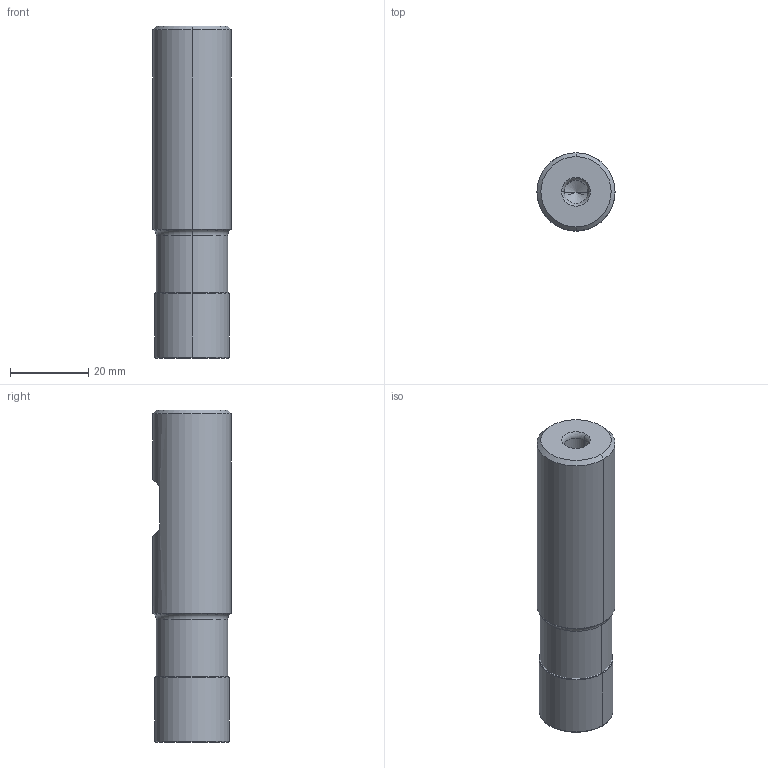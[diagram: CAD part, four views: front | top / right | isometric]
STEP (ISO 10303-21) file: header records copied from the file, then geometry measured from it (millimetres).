
FILE_DESCRIPTION((''),'2;1');
FILE_NAME('22J3D019022W4R00','2015-10-31T',('machinek'),(''),'PRO/ENGINEER BY PARAMETRIC TECHNOLOGY CORPORATION, 2011490','PRO/ENGINEER BY PARAMETRIC TECHNOLOGY CORPORATION, 2011490','');
FILE_SCHEMA(('AUTOMOTIVE_DESIGN { 1 2 10303 214 0 1 1 1 }'));
Length unit declared in the file: millimetre
Products named in the file (3): NOCUT; CUT; 22J3D019022W4R00
Assembly tree (2 placements, depth 2):
  22J3D019022W4R00
    NOCUT
    CUT
Bounding box: 20 x 20 x 85 mm (x, y, z)
Volume: 26328 mm3; surface area: 8668.3 mm2
Topology: 2 solids, 2 shells, 58 faces, 124 edges, 70 vertices
Faces by surface type: cone 20, torus 18, cylinder 12, plane 6, bspline 2
Entity records: 2163 total; most frequent: DIRECTION 332, CARTESIAN_POINT 305, ORIENTED_EDGE 234, AXIS2_PLACEMENT_3D 146, PRESENTATION_STYLE_ASSIGNMENT 127, STYLED_ITEM 127, CURVE_STYLE 125, EDGE_CURVE 117
